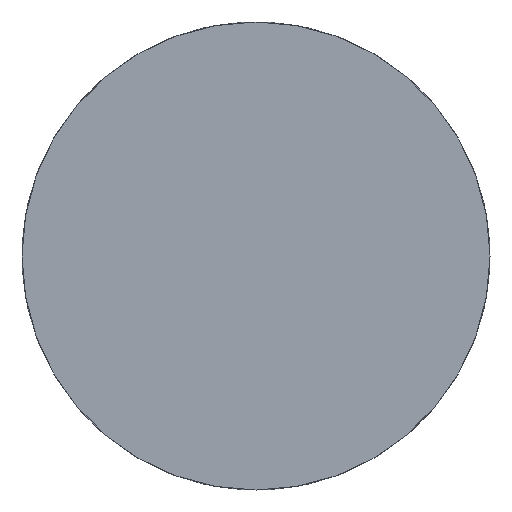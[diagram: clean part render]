
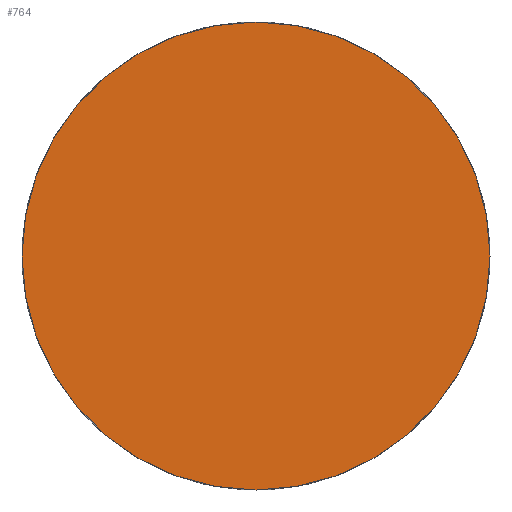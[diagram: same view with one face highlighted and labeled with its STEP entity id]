
A CAD part, front view. The second image highlights one B-rep face of the part: STEP entity #764.
In plain terms, the highlighted planar face has unit normal (0, -1, 0).
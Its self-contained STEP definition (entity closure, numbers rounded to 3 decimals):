
#89 = DIRECTION ( 'NONE',  ( 0., 0., -1. ) ) ;
#175 = CARTESIAN_POINT ( 'NONE',  ( 2., -3., 5.45 ) ) ;
#202 = EDGE_CURVE ( 'NONE', #1572, #657, #1341, .T. ) ;
#266 = CIRCLE ( 'NONE', #1378, 7.45 ) ;
#387 = CARTESIAN_POINT ( 'NONE',  ( 2., -3., -2. ) ) ;
#414 = AXIS2_PLACEMENT_3D ( 'NONE', #1493, #538, #1416 ) ;
#440 = ORIENTED_EDGE ( 'NONE', *, *, #1158, .T. ) ;
#538 = DIRECTION ( 'NONE',  ( 0., -1., 0. ) ) ;
#657 = VERTEX_POINT ( 'NONE', #1443 ) ;
#713 = FACE_OUTER_BOUND ( 'NONE', #1504, .T. ) ;
#764 = ADVANCED_FACE ( 'NONE', ( #713 ), #1595, .T. ) ;
#831 = DIRECTION ( 'NONE',  ( 0., -1., 0. ) ) ;
#1158 = EDGE_CURVE ( 'NONE', #657, #1572, #266, .T. ) ;
#1209 = CARTESIAN_POINT ( 'NONE',  ( 2., -3., -2. ) ) ;
#1341 = CIRCLE ( 'NONE', #414, 7.45 ) ;
#1366 = DIRECTION ( 'NONE',  ( 0., -1., 0. ) ) ;
#1378 = AXIS2_PLACEMENT_3D ( 'NONE', #1209, #831, #89 ) ;
#1416 = DIRECTION ( 'NONE',  ( 0., 0., -1. ) ) ;
#1443 = CARTESIAN_POINT ( 'NONE',  ( 2., -3., -9.45 ) ) ;
#1473 = DIRECTION ( 'NONE',  ( 0., 0., -1. ) ) ;
#1493 = CARTESIAN_POINT ( 'NONE',  ( 2., -3., -2. ) ) ;
#1495 = ORIENTED_EDGE ( 'NONE', *, *, #202, .T. ) ;
#1504 = EDGE_LOOP ( 'NONE', ( #1495, #440 ) ) ;
#1572 = VERTEX_POINT ( 'NONE', #175 ) ;
#1593 = AXIS2_PLACEMENT_3D ( 'NONE', #387, #1366, #1473 ) ;
#1595 = PLANE ( 'NONE',  #1593 ) ;
